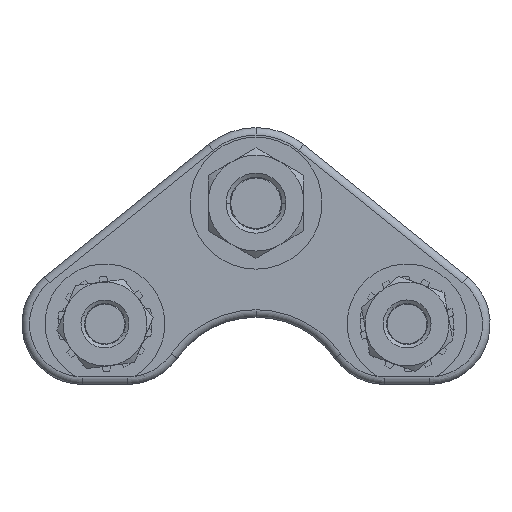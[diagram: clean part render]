
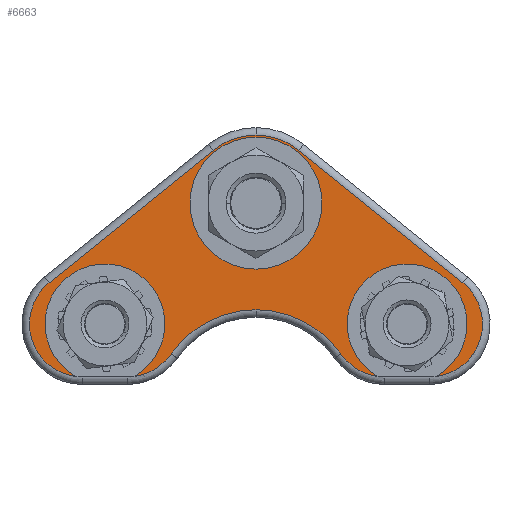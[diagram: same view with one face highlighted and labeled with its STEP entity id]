
A CAD part, front view. The second image highlights one B-rep face of the part: STEP entity #6663.
In plain terms, the highlighted planar face has unit normal (0, -1, 0).
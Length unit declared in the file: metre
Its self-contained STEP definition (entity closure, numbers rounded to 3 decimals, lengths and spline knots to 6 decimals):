
#7 = CARTESIAN_POINT ( 'NONE',  ( -0.005654, 0., 0.023002 ) ) ;
#18 = EDGE_CURVE ( 'NONE', #6125, #807, #2165, .T. ) ;
#57 = CARTESIAN_POINT ( 'NONE',  ( 0., 0., 0.001889 ) ) ;
#240 = VERTEX_POINT ( 'NONE', #5331 ) ;
#243 = DIRECTION ( 'NONE',  ( 0., -1., 0. ) ) ;
#274 = CIRCLE ( 'NONE', #5828, 0.00794 ) ;
#279 = AXIS2_PLACEMENT_3D ( 'NONE', #5218, #5737, #6264 ) ;
#296 = EDGE_CURVE ( 'NONE', #807, #1693, #2783, .T. ) ;
#443 = DIRECTION ( 'NONE',  ( 0., 0., 1. ) ) ;
#494 = DIRECTION ( 'NONE',  ( 0., 0., 1. ) ) ;
#509 = CARTESIAN_POINT ( 'NONE',  ( 0.017, 0., 0. ) ) ;
#560 = DIRECTION ( 'NONE',  ( 0., 1., 0. ) ) ;
#585 = CARTESIAN_POINT ( 'NONE',  ( 0., 0., -0.011811 ) ) ;
#614 = VERTEX_POINT ( 'NONE', #861 ) ;
#628 = CIRCLE ( 'NONE', #279, 0.00794 ) ;
#722 = CIRCLE ( 'NONE', #3255, 0.007 ) ;
#732 = ORIENTED_EDGE ( 'NONE', *, *, #4243, .T. ) ;
#791 = CIRCLE ( 'NONE', #6692, 0.0137 ) ;
#807 = VERTEX_POINT ( 'NONE', #6236 ) ;
#808 = ORIENTED_EDGE ( 'NONE', *, *, #5991, .T. ) ;
#861 = CARTESIAN_POINT ( 'NONE',  ( -0.027397, 0., 0.005446 ) ) ;
#870 = AXIS2_PLACEMENT_3D ( 'NONE', #4078, #243, #4716 ) ;
#946 = DIRECTION ( 'NONE',  ( 0., 1., 0. ) ) ;
#947 = ORIENTED_EDGE ( 'NONE', *, *, #7947, .F. ) ;
#1038 = CARTESIAN_POINT ( 'NONE',  ( 0.023841, 0., -0.006949 ) ) ;
#1227 = DIRECTION ( 'NONE',  ( 0., 1., 0. ) ) ;
#1294 = CIRCLE ( 'NONE', #1295, 0.0137 ) ;
#1295 = AXIS2_PLACEMENT_3D ( 'NONE', #2508, #2568, #6485 ) ;
#1352 = ORIENTED_EDGE ( 'NONE', *, *, #1727, .F. ) ;
#1386 = DIRECTION ( 'NONE',  ( 0., -1., 0. ) ) ;
#1409 = ORIENTED_EDGE ( 'NONE', *, *, #5607, .T. ) ;
#1437 = CIRCLE ( 'NONE', #7820, 0.009 ) ;
#1505 = VERTEX_POINT ( 'NONE', #4829 ) ;
#1552 = AXIS2_PLACEMENT_3D ( 'NONE', #2546, #2446, #2408 ) ;
#1571 = AXIS2_PLACEMENT_3D ( 'NONE', #5057, #1227, #5611 ) ;
#1693 = VERTEX_POINT ( 'NONE', #7732 ) ;
#1727 = EDGE_CURVE ( 'NONE', #3395, #5093, #628, .T. ) ;
#1788 = EDGE_CURVE ( 'NONE', #1505, #5319, #1294, .T. ) ;
#1893 = AXIS2_PLACEMENT_3D ( 'NONE', #509, #5967, #6222 ) ;
#1933 = EDGE_CURVE ( 'NONE', #4101, #5093, #5177, .T. ) ;
#2004 = FACE_OUTER_BOUND ( 'NONE', #4339, .T. ) ;
#2033 = CARTESIAN_POINT ( 'NONE',  ( 0., 0., 0.016 ) ) ;
#2165 = LINE ( 'NONE', #5159, #3717 ) ;
#2247 = CARTESIAN_POINT ( 'NONE',  ( -0.003804, 0., 0.014764 ) ) ;
#2339 = CIRCLE ( 'NONE', #1571, 0.004 ) ;
#2381 = ORIENTED_EDGE ( 'NONE', *, *, #7960, .T. ) ;
#2385 = CARTESIAN_POINT ( 'NONE',  ( -0.027397, 0., 0.005446 ) ) ;
#2401 = AXIS2_PLACEMENT_3D ( 'NONE', #7844, #4313, #494 ) ;
#2408 = DIRECTION ( 'NONE',  ( 0., 0., 1. ) ) ;
#2446 = DIRECTION ( 'NONE',  ( 0., -1., 0. ) ) ;
#2506 = EDGE_LOOP ( 'NONE', ( #5710, #3941, #6651 ) ) ;
#2508 = CARTESIAN_POINT ( 'NONE',  ( 0., 0., -0.011811 ) ) ;
#2546 = CARTESIAN_POINT ( 'NONE',  ( 0.023, 0., 0. ) ) ;
#2568 = DIRECTION ( 'NONE',  ( 0., 1., 0. ) ) ;
#2600 = CARTESIAN_POINT ( 'NONE',  ( -0.017, 0., 0. ) ) ;
#2645 = CIRCLE ( 'NONE', #1552, 0.007 ) ;
#2690 = DIRECTION ( 'NONE',  ( 0., 0., 1. ) ) ;
#2760 = AXIS2_PLACEMENT_3D ( 'NONE', #7149, #7228, #7215 ) ;
#2761 = VECTOR ( 'NONE', #3062, 1. ) ;
#2783 = CIRCLE ( 'NONE', #2760, 0.009 ) ;
#2922 = ORIENTED_EDGE ( 'NONE', *, *, #1788, .T. ) ;
#3062 = DIRECTION ( 'NONE',  ( -0.778, 0., -0.628 ) ) ;
#3255 = AXIS2_PLACEMENT_3D ( 'NONE', #2600, #6891, #3295 ) ;
#3295 = DIRECTION ( 'NONE',  ( 0., 0., 1. ) ) ;
#3299 = VERTEX_POINT ( 'NONE', #7680 ) ;
#3359 = VERTEX_POINT ( 'NONE', #2247 ) ;
#3395 = VERTEX_POINT ( 'NONE', #1038 ) ;
#3399 = EDGE_CURVE ( 'NONE', #5319, #4101, #791, .T. ) ;
#3404 = LINE ( 'NONE', #2385, #2761 ) ;
#3512 = PLANE ( 'NONE',  #6730 ) ;
#3613 = EDGE_CURVE ( 'NONE', #3299, #3359, #4288, .T. ) ;
#3696 = ORIENTED_EDGE ( 'NONE', *, *, #6350, .T. ) ;
#3717 = VECTOR ( 'NONE', #5908, 1. ) ;
#3941 = ORIENTED_EDGE ( 'NONE', *, *, #3613, .T. ) ;
#4024 = VERTEX_POINT ( 'NONE', #7 ) ;
#4078 = CARTESIAN_POINT ( 'NONE',  ( -0.023, 0., 0. ) ) ;
#4101 = VERTEX_POINT ( 'NONE', #7005 ) ;
#4152 = CARTESIAN_POINT ( 'NONE',  ( -0.023, 0., 0. ) ) ;
#4230 = ORIENTED_EDGE ( 'NONE', *, *, #296, .T. ) ;
#4243 = EDGE_CURVE ( 'NONE', #3395, #6125, #2645, .T. ) ;
#4288 = CIRCLE ( 'NONE', #7276, 0.004 ) ;
#4313 = DIRECTION ( 'NONE',  ( 0., 1., 0. ) ) ;
#4339 = EDGE_LOOP ( 'NONE', ( #1352, #732, #7499, #4230, #2381, #808, #1409, #947, #3696, #2922, #5061, #4391 ) ) ;
#4391 = ORIENTED_EDGE ( 'NONE', *, *, #1933, .T. ) ;
#4480 = EDGE_CURVE ( 'NONE', #3359, #5730, #2339, .T. ) ;
#4657 = CIRCLE ( 'NONE', #2401, 0.004 ) ;
#4716 = DIRECTION ( 'NONE',  ( 0., 0., 1. ) ) ;
#4789 = CARTESIAN_POINT ( 'NONE',  ( 0.003804, 0., 0.017236 ) ) ;
#4829 = CARTESIAN_POINT ( 'NONE',  ( -0.011251, 0., -0.003994 ) ) ;
#4998 = CARTESIAN_POINT ( 'NONE',  ( 0.016159, 0., -0.006949 ) ) ;
#5057 = CARTESIAN_POINT ( 'NONE',  ( 0., 0., 0.016 ) ) ;
#5061 = ORIENTED_EDGE ( 'NONE', *, *, #3399, .T. ) ;
#5093 = VERTEX_POINT ( 'NONE', #4998 ) ;
#5159 = CARTESIAN_POINT ( 'NONE',  ( -0.000449, 0., 0.02793 ) ) ;
#5177 = CIRCLE ( 'NONE', #1893, 0.007 ) ;
#5192 = CARTESIAN_POINT ( 'NONE',  ( -0.02, 0., 0. ) ) ;
#5218 = CARTESIAN_POINT ( 'NONE',  ( 0.02, 0., 0. ) ) ;
#5319 = VERTEX_POINT ( 'NONE', #57 ) ;
#5331 = CARTESIAN_POINT ( 'NONE',  ( -0.023841, 0., -0.006949 ) ) ;
#5346 = DIRECTION ( 'NONE',  ( 0., 0., 1. ) ) ;
#5354 = CARTESIAN_POINT ( 'NONE',  ( -0.016159, 0., -0.006949 ) ) ;
#5570 = CARTESIAN_POINT ( 'NONE',  ( 0.027397, 0., 0.005446 ) ) ;
#5607 = EDGE_CURVE ( 'NONE', #614, #240, #7084, .T. ) ;
#5611 = DIRECTION ( 'NONE',  ( 0., 0., 1. ) ) ;
#5710 = ORIENTED_EDGE ( 'NONE', *, *, #5949, .T. ) ;
#5730 = VERTEX_POINT ( 'NONE', #4789 ) ;
#5737 = DIRECTION ( 'NONE',  ( 0., -1., 0. ) ) ;
#5739 = VERTEX_POINT ( 'NONE', #5354 ) ;
#5747 = DIRECTION ( 'NONE',  ( 0., 0., 1. ) ) ;
#5828 = AXIS2_PLACEMENT_3D ( 'NONE', #5192, #1386, #5747 ) ;
#5908 = DIRECTION ( 'NONE',  ( -0.778, 0., 0.628 ) ) ;
#5949 = EDGE_CURVE ( 'NONE', #5730, #3299, #4657, .T. ) ;
#5967 = DIRECTION ( 'NONE',  ( 0., -1., 0. ) ) ;
#5991 = EDGE_CURVE ( 'NONE', #4024, #614, #3404, .T. ) ;
#6125 = VERTEX_POINT ( 'NONE', #5570 ) ;
#6222 = DIRECTION ( 'NONE',  ( 0., 0., 1. ) ) ;
#6236 = CARTESIAN_POINT ( 'NONE',  ( 0.005654, 0., 0.023002 ) ) ;
#6264 = DIRECTION ( 'NONE',  ( 0., 0., 1. ) ) ;
#6350 = EDGE_CURVE ( 'NONE', #5739, #1505, #722, .T. ) ;
#6359 = DIRECTION ( 'NONE',  ( 0., -1., 0. ) ) ;
#6485 = DIRECTION ( 'NONE',  ( 0., 0., 1. ) ) ;
#6488 = DIRECTION ( 'NONE',  ( 0., 0., 1. ) ) ;
#6496 = DIRECTION ( 'NONE',  ( 0., 1., 0. ) ) ;
#6499 = CARTESIAN_POINT ( 'NONE',  ( 0., 0., 0.016 ) ) ;
#6651 = ORIENTED_EDGE ( 'NONE', *, *, #4480, .T. ) ;
#6663 = ADVANCED_FACE ( 'NONE', ( #7384, #2004 ), #3512, .F. ) ;
#6692 = AXIS2_PLACEMENT_3D ( 'NONE', #585, #560, #443 ) ;
#6730 = AXIS2_PLACEMENT_3D ( 'NONE', #4152, #946, #5346 ) ;
#6891 = DIRECTION ( 'NONE',  ( 0., -1., 0. ) ) ;
#7005 = CARTESIAN_POINT ( 'NONE',  ( 0.011251, 0., -0.003994 ) ) ;
#7084 = CIRCLE ( 'NONE', #870, 0.007 ) ;
#7149 = CARTESIAN_POINT ( 'NONE',  ( 0., 0., 0.016 ) ) ;
#7215 = DIRECTION ( 'NONE',  ( 0., 0., 1. ) ) ;
#7228 = DIRECTION ( 'NONE',  ( 0., -1., 0. ) ) ;
#7276 = AXIS2_PLACEMENT_3D ( 'NONE', #6499, #6496, #6488 ) ;
#7384 = FACE_BOUND ( 'NONE', #2506, .T. ) ;
#7499 = ORIENTED_EDGE ( 'NONE', *, *, #18, .T. ) ;
#7680 = CARTESIAN_POINT ( 'NONE',  ( 0., 0., 0.012 ) ) ;
#7732 = CARTESIAN_POINT ( 'NONE',  ( 0., 0., 0.025 ) ) ;
#7820 = AXIS2_PLACEMENT_3D ( 'NONE', #2033, #6359, #2690 ) ;
#7844 = CARTESIAN_POINT ( 'NONE',  ( 0., 0., 0.016 ) ) ;
#7947 = EDGE_CURVE ( 'NONE', #5739, #240, #274, .T. ) ;
#7960 = EDGE_CURVE ( 'NONE', #1693, #4024, #1437, .T. ) ;
